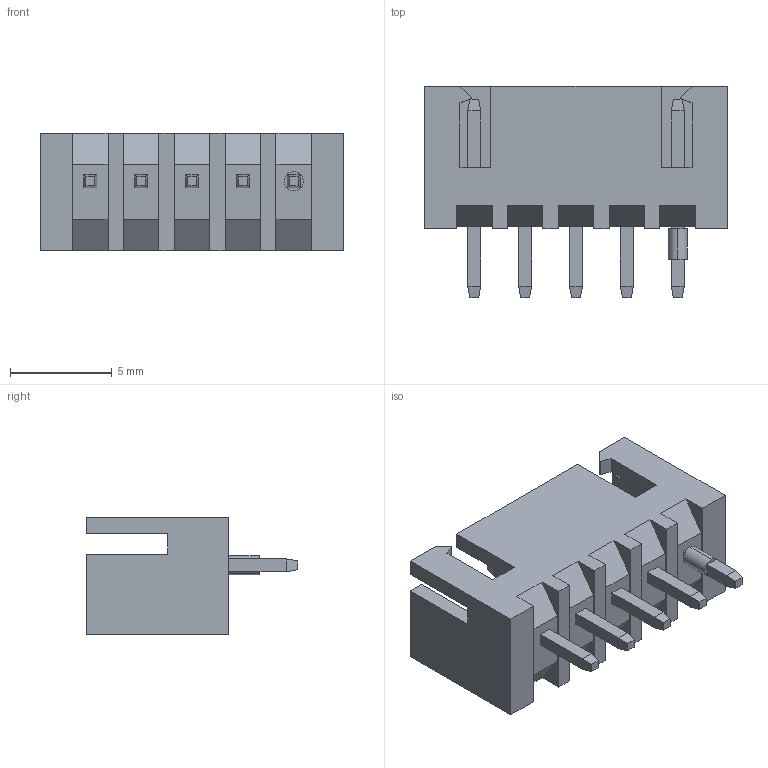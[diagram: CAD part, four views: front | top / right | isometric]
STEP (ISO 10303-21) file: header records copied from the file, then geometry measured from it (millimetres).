
FILE_DESCRIPTION (( 'STEP AP214' ), '1' );
FILE_NAME ('FF065D03-6CD3-4554-B2D9-3448E8A463A0.STEP', '2009-01-21T06:50:19', ( 'SysAdmin' ), ( 'SolidWorks' ), 'SwSTEP 2.0', 'SolidWorks 2009', '' );
FILE_SCHEMA (( 'AUTOMOTIVE_DESIGN' ));
Length unit declared in the file: millimetre
Products named in the file (1): FF065D03-6CD3-4554-B2D9-3448E8A463A0
Bounding box: 14.9 x 10.4 x 5.75 mm (x, y, z)
Volume: 241.2 mm3; surface area: 783.5 mm2
Topology: 1 solids, 1 shells, 159 faces, 395 edges, 250 vertices
Faces by surface type: plane 154, cylinder 5
Entity records: 5834 total; most frequent: CARTESIAN_POINT 805, ORIENTED_EDGE 790, DIRECTION 725, EDGE_CURVE 395, VECTOR 385, LINE 385, VERTEX_POINT 250, EDGE_LOOP 171
